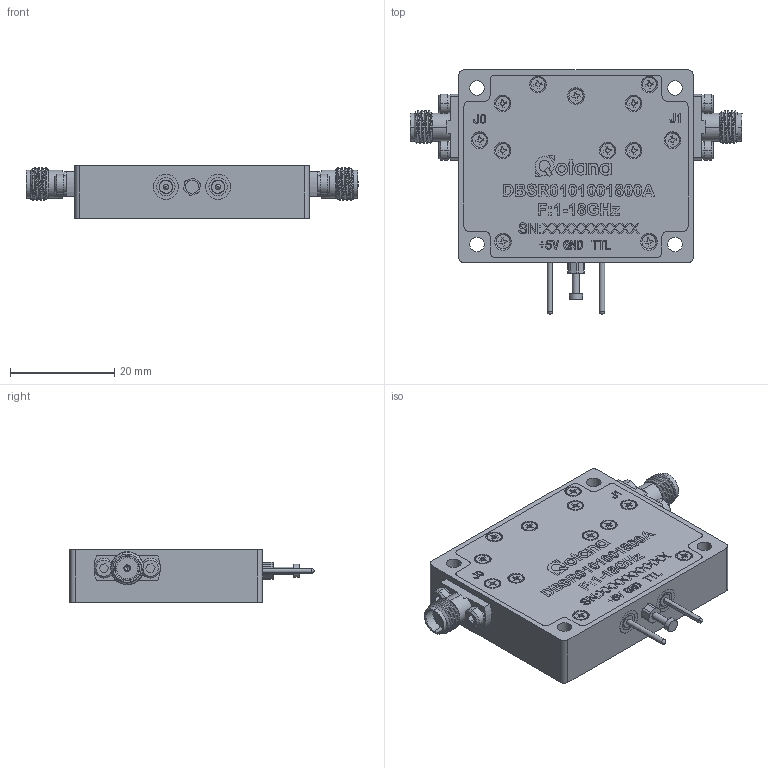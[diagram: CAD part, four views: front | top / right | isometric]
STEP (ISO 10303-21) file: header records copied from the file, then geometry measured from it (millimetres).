
FILE_DESCRIPTION (( 'STEP AP214' ), '1' );
FILE_NAME ('FMSW5014_3D.step', '2025-03-28T19:00:43', ( '' ), ( '' ), 'SwSTEP 2.0', 'SolidWorks 2022', '' );
FILE_SCHEMA (( 'AUTOMOTIVE_DESIGN' ));
Length unit declared in the file: millimetre
Products named in the file (1): FMSW5014_3D
Bounding box: 63.72 x 46.88 x 10 mm (x, y, z)
Volume: 16678.5 mm3; surface area: 7983.4 mm2
Topology: 1 solids, 67 shells, 2501 faces, 6752 edges, 4422 vertices
Faces by surface type: plane 1986, cylinder 366, cone 120, bspline 13, torus 8, sphere 8
Entity records: 79448 total; most frequent: CARTESIAN_POINT 16363, ORIENTED_EDGE 13384, DIRECTION 12380, EDGE_CURVE 6692, VECTOR 5774, LINE 5774, VERTEX_POINT 4418, AXIS2_PLACEMENT_3D 3303
